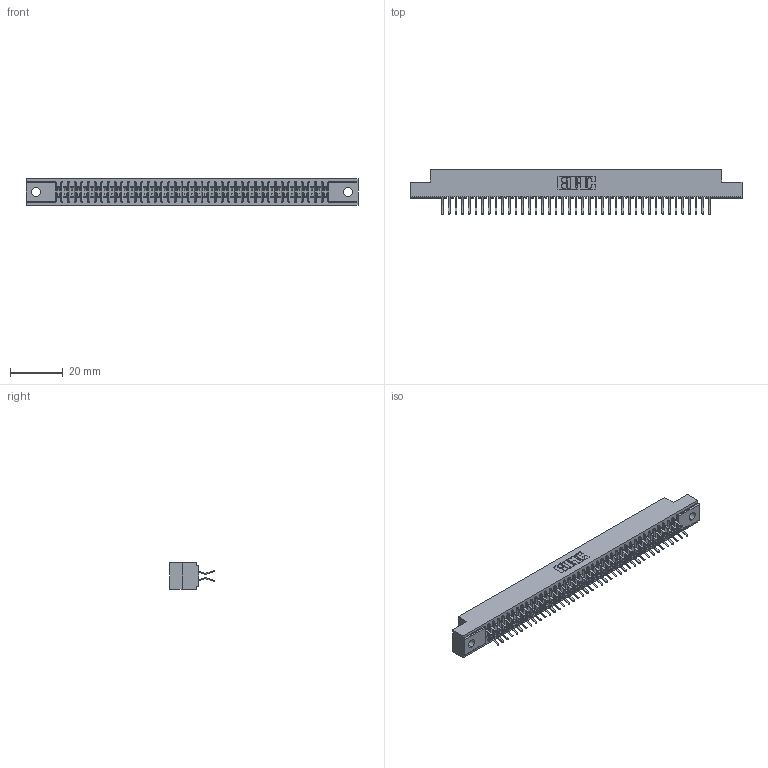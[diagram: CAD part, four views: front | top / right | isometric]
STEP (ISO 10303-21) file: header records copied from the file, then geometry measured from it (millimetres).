
FILE_DESCRIPTION (( 'STEP AP203' ), '1' );
FILE_NAME ('391-082-556-202.STEP', '2018-08-09T16:07:11', ( '' ), ( '' ), 'SwSTEP 2.0', 'SolidWorks 2016', '' );
FILE_SCHEMA (( 'CONFIG_CONTROL_DESIGN' ));
Length unit declared in the file: inch
Products named in the file (3): 341 Part_.128 (3.25) Dia Mounting Holes; 341-292-001_341-292-156; 391-082-556-202
Assembly tree (83 placements, depth 2):
  391-082-556-202
    341 Part_.128 (3.25) Dia Mounting Holes
    341-292-001_341-292-156  x82
Bounding box: 126.36 x 17.07 x 10.16 mm (x, y, z)
Volume: 9316.5 mm3; surface area: 16451.7 mm2
Topology: 83 solids, 83 shells, 5856 faces, 17003 edges, 11030 vertices
Faces by surface type: plane 3348, cylinder 2344, sphere 84, torus 80
Entity records: 49894 total; most frequent: CARTESIAN_POINT 8295, ORIENTED_EDGE 8242, DIRECTION 8055, EDGE_CURVE 4121, VECTOR 3323, LINE 3323, VERTEX_POINT 2606, AXIS2_PLACEMENT_3D 2366
